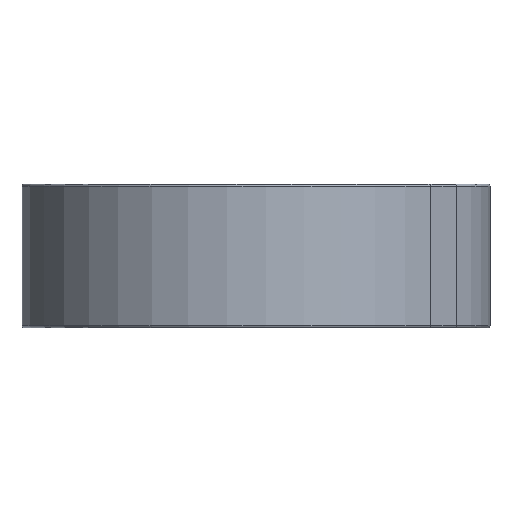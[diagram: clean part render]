
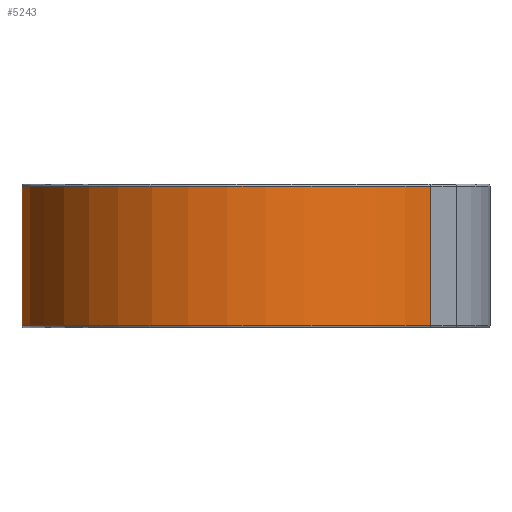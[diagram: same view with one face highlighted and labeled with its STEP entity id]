
A CAD part, left-side view. The second image highlights one B-rep face of the part: STEP entity #5243.
In plain terms, the highlighted cylindrical face has radius 20.05 mm (diameter 40.1 mm), a partial arc.
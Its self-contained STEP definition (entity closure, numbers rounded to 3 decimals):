
#1881=DIRECTION('',(0.,0.,1.));
#1882=VECTOR('',#1881,12.3);
#1883=CARTESIAN_POINT('',(-11.987,-16.072,-6.15));
#1884=LINE('',#1883,#1882);
#1895=CARTESIAN_POINT('',(0.,0.,6.15));
#1896=DIRECTION('',(0.,0.,1.));
#1897=DIRECTION('',(0.888,0.459,0.));
#1898=AXIS2_PLACEMENT_3D('',#1895,#1896,#1897);
#1900=CARTESIAN_POINT('',(0.,0.,-6.15));
#1901=DIRECTION('',(0.,0.,-1.));
#1902=DIRECTION('',(-0.598,-0.802,0.));
#1903=AXIS2_PLACEMENT_3D('',#1900,#1901,#1902);
#1905=DIRECTION('',(0.,0.,1.));
#1906=VECTOR('',#1905,12.3);
#1907=CARTESIAN_POINT('',(17.809,9.211,-6.15));
#1908=LINE('',#1907,#1906);
#2142=CARTESIAN_POINT('',(17.809,9.211,6.15));
#2144=VERTEX_POINT('',#2142);
#2152=CARTESIAN_POINT('',(-11.987,-16.072,6.15));
#2153=VERTEX_POINT('',#2152);
#2188=CARTESIAN_POINT('',(-11.987,-16.072,-6.15));
#2189=VERTEX_POINT('',#2188);
#2192=CARTESIAN_POINT('',(17.809,9.211,-6.15));
#2193=VERTEX_POINT('',#2192);
#5232=CARTESIAN_POINT('',(0.,0.,-6.35));
#5233=DIRECTION('',(0.,0.,1.));
#5234=DIRECTION('',(1.,0.,0.));
#5235=AXIS2_PLACEMENT_3D('',#5232,#5233,#5234);
#5236=CYLINDRICAL_SURFACE('',#5235,20.05);
#5237=ORIENTED_EDGE('',*,*,#5226,.T.);
#5238=ORIENTED_EDGE('',*,*,#5201,.F.);
#5239=ORIENTED_EDGE('',*,*,#2635,.T.);
#5240=ORIENTED_EDGE('',*,*,#2662,.T.);
#5241=EDGE_LOOP('',(#5237,#5238,#5239,#5240));
#5242=FACE_OUTER_BOUND('',#5241,.F.);
#5243=ADVANCED_FACE('',(#5242),#5236,.T.);
#1899=CIRCLE('',#1898,20.05);
#1904=CIRCLE('',#1903,20.05);
#2635=EDGE_CURVE('',#2189,#2193,#1904,.T.);
#2662=EDGE_CURVE('',#2193,#2144,#1908,.T.);
#5201=EDGE_CURVE('',#2189,#2153,#1884,.T.);
#5226=EDGE_CURVE('',#2144,#2153,#1899,.T.);
